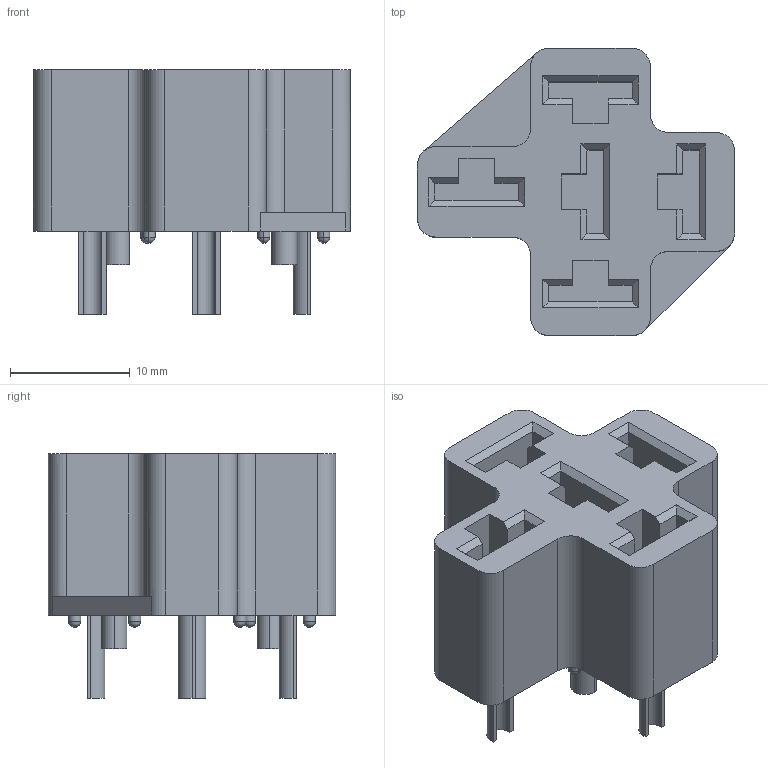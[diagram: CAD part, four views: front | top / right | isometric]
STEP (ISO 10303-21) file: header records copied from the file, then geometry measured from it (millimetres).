
FILE_DESCRIPTION(/* description */ ('Unknown'),/* implementation_level */ '2;1');
FILE_NAME(/* name */ 'VCF4-1000',/* time_stamp */ '2023-09-05T12:19:52+02:00',/* author */ ('Unknown'),/* organization */ ('Unknown'),/* preprocessor_version */ 'ST-DEVELOPER v18.102',/* originating_system */ 'Solid Edge',/* authorisation */ 'Unknown');
FILE_SCHEMA (('AUTOMOTIVE_DESIGN {1 0 10303 214 3 1 1}'));
Length unit declared in the file: millimetre
Products named in the file (1): VCF4-1000
Bounding box: 26.49 x 24 x 20.45 mm (x, y, z)
Volume: 4364.9 mm3; surface area: 3584.3 mm2
Topology: 1 solids, 1 shells, 183 faces, 471 edges, 294 vertices
Faces by surface type: plane 125, cylinder 42, sphere 16
Entity records: 6694 total; most frequent: CARTESIAN_POINT 933, DIRECTION 927, ORIENTED_EDGE 910, EDGE_CURVE 455, LINE 351, VECTOR 351, VERTEX_POINT 294, AXIS2_PLACEMENT_3D 288
